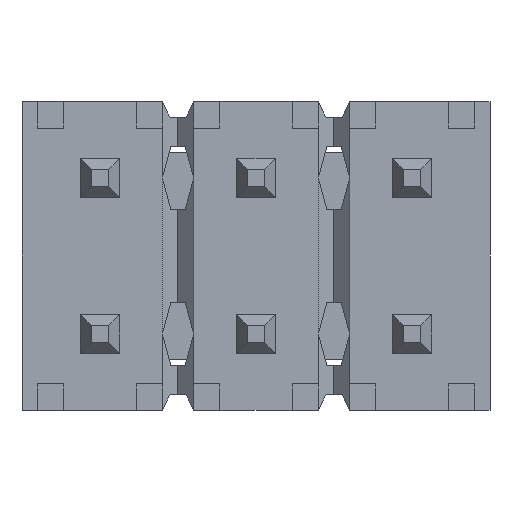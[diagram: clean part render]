
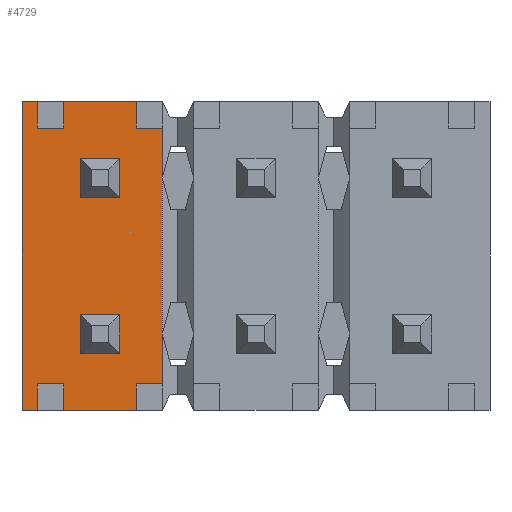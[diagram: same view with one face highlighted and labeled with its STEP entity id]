
A CAD part, front view. The second image highlights one B-rep face of the part: STEP entity #4729.
In plain terms, the highlighted planar face has unit normal (0, -1, 0).
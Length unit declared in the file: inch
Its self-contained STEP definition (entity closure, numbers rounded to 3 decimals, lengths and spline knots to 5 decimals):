
#1069=ORIENTED_EDGE('',*,*,#1842,.F.);
#1070=ORIENTED_EDGE('',*,*,#1947,.F.);
#1071=ORIENTED_EDGE('',*,*,#1849,.T.);
#1072=ORIENTED_EDGE('',*,*,#1763,.T.);
#1073=ORIENTED_EDGE('',*,*,#1846,.F.);
#1074=ORIENTED_EDGE('',*,*,#1948,.F.);
#1075=ORIENTED_EDGE('',*,*,#1629,.F.);
#1076=ORIENTED_EDGE('',*,*,#1626,.F.);
#1077=ORIENTED_EDGE('',*,*,#1726,.F.);
#1078=ORIENTED_EDGE('',*,*,#1949,.T.);
#1079=ORIENTED_EDGE('',*,*,#1843,.F.);
#1080=ORIENTED_EDGE('',*,*,#1734,.T.);
#1081=ORIENTED_EDGE('',*,*,#1848,.T.);
#1082=ORIENTED_EDGE('',*,*,#1950,.T.);
#1083=ORIENTED_EDGE('',*,*,#1839,.F.);
#1084=ORIENTED_EDGE('',*,*,#1730,.T.);
#1085=ORIENTED_EDGE('',*,*,#1939,.T.);
#1086=ORIENTED_EDGE('',*,*,#1767,.T.);
#1087=ORIENTED_EDGE('',*,*,#1935,.F.);
#1088=ORIENTED_EDGE('',*,*,#1914,.F.);
#1089=ORIENTED_EDGE('',*,*,#1911,.F.);
#1090=ORIENTED_EDGE('',*,*,#1908,.F.);
#1091=ORIENTED_EDGE('',*,*,#1937,.F.);
#1092=ORIENTED_EDGE('',*,*,#1924,.F.);
#1093=ORIENTED_EDGE('',*,*,#1921,.F.);
#1094=ORIENTED_EDGE('',*,*,#1918,.F.);
#1626=EDGE_CURVE('',#2172,#2169,#2678,.T.);
#1629=EDGE_CURVE('',#2169,#2174,#2681,.T.);
#1726=EDGE_CURVE('',#2250,#2172,#2778,.T.);
#1730=EDGE_CURVE('',#2253,#2252,#2782,.T.);
#1734=EDGE_CURVE('',#2257,#2256,#2786,.T.);
#1763=EDGE_CURVE('',#2278,#2277,#2815,.T.);
#1767=EDGE_CURVE('',#2282,#2281,#2819,.T.);
#1839=EDGE_CURVE('',#2253,#2325,#2891,.T.);
#1842=EDGE_CURVE('',#2326,#2281,#2894,.T.);
#1843=EDGE_CURVE('',#2257,#2327,#2895,.T.);
#1846=EDGE_CURVE('',#2328,#2277,#2898,.T.);
#1848=EDGE_CURVE('',#2256,#2329,#2900,.T.);
#1849=EDGE_CURVE('',#2330,#2278,#2901,.T.);
#1908=EDGE_CURVE('',#2372,#2373,#2960,.T.);
#1911=EDGE_CURVE('',#2373,#2375,#2963,.T.);
#1914=EDGE_CURVE('',#2375,#2377,#2966,.T.);
#1918=EDGE_CURVE('',#2380,#2381,#2970,.T.);
#1921=EDGE_CURVE('',#2381,#2383,#2973,.T.);
#1924=EDGE_CURVE('',#2383,#2385,#2976,.T.);
#1935=EDGE_CURVE('',#2377,#2372,#2987,.T.);
#1937=EDGE_CURVE('',#2385,#2380,#2989,.T.);
#1939=EDGE_CURVE('',#2252,#2282,#2991,.T.);
#1947=EDGE_CURVE('',#2330,#2326,#2999,.T.);
#1948=EDGE_CURVE('',#2174,#2328,#3000,.T.);
#1949=EDGE_CURVE('',#2250,#2327,#3001,.T.);
#1950=EDGE_CURVE('',#2329,#2325,#3002,.T.);
#2169=VERTEX_POINT('',#6838);
#2172=VERTEX_POINT('',#6844);
#2174=VERTEX_POINT('',#6851);
#2250=VERTEX_POINT('',#7039);
#2252=VERTEX_POINT('',#7046);
#2253=VERTEX_POINT('',#7048);
#2256=VERTEX_POINT('',#7054);
#2257=VERTEX_POINT('',#7056);
#2277=VERTEX_POINT('',#7107);
#2278=VERTEX_POINT('',#7109);
#2281=VERTEX_POINT('',#7115);
#2282=VERTEX_POINT('',#7117);
#2325=VERTEX_POINT('',#7257);
#2326=VERTEX_POINT('',#7261);
#2327=VERTEX_POINT('',#7265);
#2328=VERTEX_POINT('',#7269);
#2329=VERTEX_POINT('',#7273);
#2330=VERTEX_POINT('',#7277);
#2372=VERTEX_POINT('',#7398);
#2373=VERTEX_POINT('',#7400);
#2375=VERTEX_POINT('',#7406);
#2377=VERTEX_POINT('',#7412);
#2380=VERTEX_POINT('',#7419);
#2381=VERTEX_POINT('',#7421);
#2383=VERTEX_POINT('',#7427);
#2385=VERTEX_POINT('',#7433);
#2678=LINE('',#6845,#3330);
#2681=LINE('',#6850,#3333);
#2778=LINE('',#7040,#3430);
#2782=LINE('',#7047,#3434);
#2786=LINE('',#7055,#3438);
#2815=LINE('',#7108,#3467);
#2819=LINE('',#7116,#3471);
#2891=LINE('',#7256,#3543);
#2894=LINE('',#7262,#3546);
#2895=LINE('',#7264,#3547);
#2898=LINE('',#7270,#3550);
#2900=LINE('',#7274,#3552);
#2901=LINE('',#7276,#3553);
#2960=LINE('',#7399,#3612);
#2963=LINE('',#7405,#3615);
#2966=LINE('',#7411,#3618);
#2970=LINE('',#7420,#3622);
#2973=LINE('',#7426,#3625);
#2976=LINE('',#7432,#3628);
#2987=LINE('',#7450,#3639);
#2989=LINE('',#7453,#3641);
#2991=LINE('',#7456,#3643);
#2999=LINE('',#7470,#3651);
#3000=LINE('',#7471,#3652);
#3001=LINE('',#7472,#3653);
#3002=LINE('',#7473,#3654);
#3330=VECTOR('',#5604,39.37008);
#3333=VECTOR('',#5609,39.37008);
#3430=VECTOR('',#5738,39.37008);
#3434=VECTOR('',#5744,39.37008);
#3438=VECTOR('',#5748,39.37008);
#3467=VECTOR('',#5783,39.37008);
#3471=VECTOR('',#5787,39.37008);
#3543=VECTOR('',#5909,39.37008);
#3546=VECTOR('',#5914,39.37008);
#3547=VECTOR('',#5917,39.37008);
#3550=VECTOR('',#5922,39.37008);
#3552=VECTOR('',#5926,39.37008);
#3553=VECTOR('',#5929,39.37008);
#3612=VECTOR('',#6030,39.37008);
#3615=VECTOR('',#6035,39.37008);
#3618=VECTOR('',#6040,39.37008);
#3622=VECTOR('',#6046,39.37008);
#3625=VECTOR('',#6051,39.37008);
#3628=VECTOR('',#6056,39.37008);
#3639=VECTOR('',#6077,39.37008);
#3641=VECTOR('',#6081,39.37008);
#3643=VECTOR('',#6085,39.37008);
#3651=VECTOR('',#6105,39.37008);
#3652=VECTOR('',#6106,39.37008);
#3653=VECTOR('',#6107,39.37008);
#3654=VECTOR('',#6108,39.37008);
#3921=EDGE_LOOP('',(#1069,#1070,#1071,#1072,#1073,#1074,#1075,#1076,#1077,
#1078,#1079,#1080,#1081,#1082,#1083,#1084,#1085,#1086));
#3922=EDGE_LOOP('',(#1087,#1088,#1089,#1090));
#3923=EDGE_LOOP('',(#1091,#1092,#1093,#1094));
#4205=FACE_BOUND('',#3921,.T.);
#4206=FACE_BOUND('',#3922,.T.);
#4207=FACE_BOUND('',#3923,.T.);
#4469=PLANE('',#5016);
#4729=ADVANCED_FACE('',(#4205,#4206,#4207),#4469,.T.);
#5016=AXIS2_PLACEMENT_3D('',#7469,#6103,#6104);
#5604=DIRECTION('',(0.,0.,-1.));
#5609=DIRECTION('',(0.,0.,-1.));
#5738=DIRECTION('',(0.,0.,-1.));
#5744=DIRECTION('',(-1.,0.,0.));
#5748=DIRECTION('',(-1.,0.,0.));
#5783=DIRECTION('',(1.,0.,0.));
#5787=DIRECTION('',(1.,0.,0.));
#5909=DIRECTION('',(0.,0.,-1.));
#5914=DIRECTION('',(0.,0.,-1.));
#5917=DIRECTION('',(0.,0.,-1.));
#5922=DIRECTION('',(0.,0.,-1.));
#5926=DIRECTION('',(0.,0.,-1.));
#5929=DIRECTION('',(0.,0.,-1.));
#6030=DIRECTION('',(1.,0.,0.));
#6035=DIRECTION('',(0.,0.,1.));
#6040=DIRECTION('',(-1.,0.,0.));
#6046=DIRECTION('',(1.,0.,0.));
#6051=DIRECTION('',(0.,0.,1.));
#6056=DIRECTION('',(-1.,0.,0.));
#6077=DIRECTION('',(0.,0.,-1.));
#6081=DIRECTION('',(0.,0.,-1.));
#6085=DIRECTION('',(0.,0.,-1.));
#6103=DIRECTION('',(0.,-1.,0.));
#6104=DIRECTION('',(0.,0.,-1.));
#6105=DIRECTION('',(-1.,0.,0.));
#6106=DIRECTION('',(-1.,0.,0.));
#6107=DIRECTION('',(-1.,0.,0.));
#6108=DIRECTION('',(-1.,0.,0.));
#6838=CARTESIAN_POINT('',(-0.06,0.02,-0.05));
#6844=CARTESIAN_POINT('',(-0.06,0.02,0.05));
#6845=CARTESIAN_POINT('',(-0.06,0.02,0.3));
#6850=CARTESIAN_POINT('',(-0.06,0.02,0.3));
#6851=CARTESIAN_POINT('',(-0.06,0.02,-0.082));
#7039=CARTESIAN_POINT('',(-0.06,0.02,0.082));
#7040=CARTESIAN_POINT('',(-0.06,0.02,0.3));
#7046=CARTESIAN_POINT('',(-0.15,0.02,0.099));
#7047=CARTESIAN_POINT('',(-0.15,0.02,0.099));
#7048=CARTESIAN_POINT('',(-0.14012,0.02,0.099));
#7054=CARTESIAN_POINT('',(-0.12312,0.02,0.099));
#7055=CARTESIAN_POINT('',(-0.15,0.02,0.099));
#7056=CARTESIAN_POINT('',(-0.07688,0.02,0.099));
#7107=CARTESIAN_POINT('',(-0.07688,0.02,-0.099));
#7108=CARTESIAN_POINT('',(0.15,0.02,-0.099));
#7109=CARTESIAN_POINT('',(-0.12312,0.02,-0.099));
#7115=CARTESIAN_POINT('',(-0.14012,0.02,-0.099));
#7116=CARTESIAN_POINT('',(0.15,0.02,-0.099));
#7117=CARTESIAN_POINT('',(-0.15,0.02,-0.099));
#7256=CARTESIAN_POINT('',(-0.14012,0.02,0.198));
#7257=CARTESIAN_POINT('',(-0.14012,0.02,0.082));
#7261=CARTESIAN_POINT('',(-0.14012,0.02,-0.082));
#7262=CARTESIAN_POINT('',(-0.14012,0.02,0.198));
#7264=CARTESIAN_POINT('',(-0.07688,0.02,0.198));
#7265=CARTESIAN_POINT('',(-0.07688,0.02,0.082));
#7269=CARTESIAN_POINT('',(-0.07688,0.02,-0.082));
#7270=CARTESIAN_POINT('',(-0.07688,0.02,0.198));
#7273=CARTESIAN_POINT('',(-0.12312,0.02,0.082));
#7274=CARTESIAN_POINT('',(-0.12312,0.02,0.198));
#7276=CARTESIAN_POINT('',(-0.12312,0.02,0.198));
#7277=CARTESIAN_POINT('',(-0.12312,0.02,-0.082));
#7398=CARTESIAN_POINT('',(-0.1125,0.02,0.0375));
#7399=CARTESIAN_POINT('',(-0.0875,0.02,0.0375));
#7400=CARTESIAN_POINT('',(-0.0875,0.02,0.0375));
#7405=CARTESIAN_POINT('',(-0.0875,0.02,0.0625));
#7406=CARTESIAN_POINT('',(-0.0875,0.02,0.0625));
#7411=CARTESIAN_POINT('',(-0.1125,0.02,0.0625));
#7412=CARTESIAN_POINT('',(-0.1125,0.02,0.0625));
#7419=CARTESIAN_POINT('',(-0.1125,0.02,-0.0625));
#7420=CARTESIAN_POINT('',(-0.0875,0.02,-0.0625));
#7421=CARTESIAN_POINT('',(-0.0875,0.02,-0.0625));
#7426=CARTESIAN_POINT('',(-0.0875,0.02,-0.0375));
#7427=CARTESIAN_POINT('',(-0.0875,0.02,-0.0375));
#7432=CARTESIAN_POINT('',(-0.1125,0.02,-0.0375));
#7433=CARTESIAN_POINT('',(-0.1125,0.02,-0.0375));
#7450=CARTESIAN_POINT('',(-0.1125,0.02,0.0375));
#7453=CARTESIAN_POINT('',(-0.1125,0.02,-0.0625));
#7456=CARTESIAN_POINT('',(-0.15,0.02,-0.099));
#7469=CARTESIAN_POINT('',(-0.14012,0.02,0.198));
#7470=CARTESIAN_POINT('',(0.3,0.02,-0.082));
#7471=CARTESIAN_POINT('',(0.3,0.02,-0.082));
#7472=CARTESIAN_POINT('',(0.3,0.02,0.082));
#7473=CARTESIAN_POINT('',(0.3,0.02,0.082));
